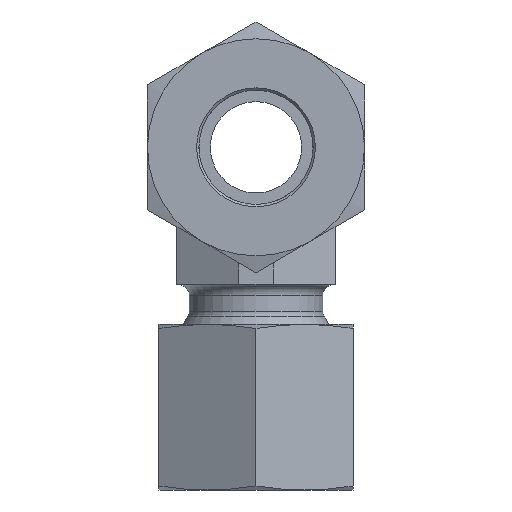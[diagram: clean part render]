
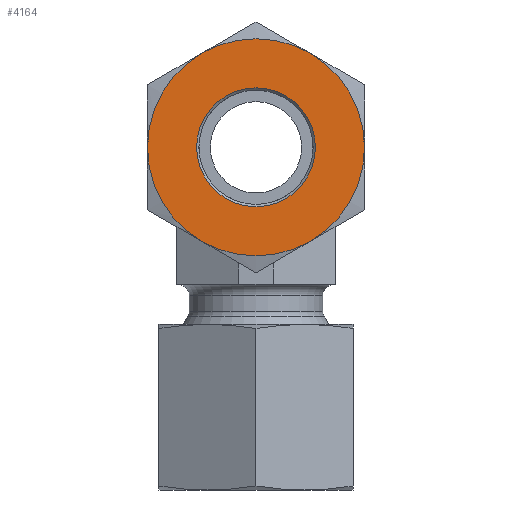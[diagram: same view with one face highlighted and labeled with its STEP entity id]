
A CAD part, front view. The second image highlights one B-rep face of the part: STEP entity #4164.
In plain terms, the highlighted face is planar.
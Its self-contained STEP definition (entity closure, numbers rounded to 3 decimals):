
#4068=CARTESIAN_POINT('',(5.2,0.,15.5));
#4069=VERTEX_POINT('',#4068);
#4070=CARTESIAN_POINT('',(0.0,0.0,15.5));
#4071=DIRECTION('',(0.0,0.0,1.0));
#4072=DIRECTION('',(-1.0,0.0,0.0));
#4073=AXIS2_PLACEMENT_3D('',#4070,#4071,#4072);
#4074=CIRCLE('',#4073,5.2);
#4075=EDGE_CURVE('',#4069,#4069,#4074,.T.);
#4100=CARTESIAN_POINT('',(0.,0.,15.5));
#4101=DIRECTION('',(0.0,0.0,1.0));
#4102=DIRECTION('',(1.0,0.0,0.0));
#4103=AXIS2_PLACEMENT_3D('',#4100,#4101,#4102);
#4104=PLANE('',#4103);
#4105=CARTESIAN_POINT('',(-4.75,-8.227,15.5));
#4106=VERTEX_POINT('',#4105);
#4107=CARTESIAN_POINT('',(4.75,-8.227,15.5));
#4108=VERTEX_POINT('',#4107);
#4109=CARTESIAN_POINT('',(0.0,0.0,15.5));
#4110=DIRECTION('',(0.0,0.0,1.0));
#4111=DIRECTION('',(-0.5,-0.866,0.0));
#4112=AXIS2_PLACEMENT_3D('',#4109,#4110,#4111);
#4113=CIRCLE('',#4112,9.5);
#4114=EDGE_CURVE('',#4106,#4108,#4113,.T.);
#4115=ORIENTED_EDGE('',*,*,#4114,.T.);
#4116=CARTESIAN_POINT('',(9.5,0.,15.5));
#4117=VERTEX_POINT('',#4116);
#4118=CARTESIAN_POINT('',(0.0,0.0,15.5));
#4119=DIRECTION('',(0.0,0.0,1.0));
#4120=DIRECTION('',(-0.5,-0.866,0.0));
#4121=AXIS2_PLACEMENT_3D('',#4118,#4119,#4120);
#4122=CIRCLE('',#4121,9.5);
#4123=EDGE_CURVE('',#4108,#4117,#4122,.T.);
#4124=ORIENTED_EDGE('',*,*,#4123,.T.);
#4125=CARTESIAN_POINT('',(4.75,8.227,15.5));
#4126=VERTEX_POINT('',#4125);
#4127=CARTESIAN_POINT('',(0.0,0.0,15.5));
#4128=DIRECTION('',(0.0,0.0,1.0));
#4129=DIRECTION('',(-0.5,-0.866,0.0));
#4130=AXIS2_PLACEMENT_3D('',#4127,#4128,#4129);
#4131=CIRCLE('',#4130,9.5);
#4132=EDGE_CURVE('',#4117,#4126,#4131,.T.);
#4133=ORIENTED_EDGE('',*,*,#4132,.T.);
#4134=CARTESIAN_POINT('',(-4.75,8.227,15.5));
#4135=VERTEX_POINT('',#4134);
#4136=CARTESIAN_POINT('',(0.0,0.0,15.5));
#4137=DIRECTION('',(0.0,0.0,1.0));
#4138=DIRECTION('',(-0.5,-0.866,0.0));
#4139=AXIS2_PLACEMENT_3D('',#4136,#4137,#4138);
#4140=CIRCLE('',#4139,9.5);
#4141=EDGE_CURVE('',#4126,#4135,#4140,.T.);
#4142=ORIENTED_EDGE('',*,*,#4141,.T.);
#4143=CARTESIAN_POINT('',(-9.5,0.0,15.5));
#4144=VERTEX_POINT('',#4143);
#4145=CARTESIAN_POINT('',(0.0,0.0,15.5));
#4146=DIRECTION('',(0.0,0.0,1.0));
#4147=DIRECTION('',(-0.5,-0.866,0.0));
#4148=AXIS2_PLACEMENT_3D('',#4145,#4146,#4147);
#4149=CIRCLE('',#4148,9.5);
#4150=EDGE_CURVE('',#4135,#4144,#4149,.T.);
#4151=ORIENTED_EDGE('',*,*,#4150,.T.);
#4152=CARTESIAN_POINT('',(0.0,0.0,15.5));
#4153=DIRECTION('',(0.0,0.0,1.0));
#4154=DIRECTION('',(-0.5,-0.866,0.0));
#4155=AXIS2_PLACEMENT_3D('',#4152,#4153,#4154);
#4156=CIRCLE('',#4155,9.5);
#4157=EDGE_CURVE('',#4144,#4106,#4156,.T.);
#4158=ORIENTED_EDGE('',*,*,#4157,.T.);
#4159=EDGE_LOOP('',(#4115,#4124,#4133,#4142,#4151,#4158));
#4160=FACE_OUTER_BOUND('',#4159,.T.);
#4161=ORIENTED_EDGE('',*,*,#4075,.F.);
#4162=EDGE_LOOP('',(#4161));
#4163=FACE_BOUND('',#4162,.T.);
#4164=ADVANCED_FACE('',(#4160,#4163),#4104,.T.);
